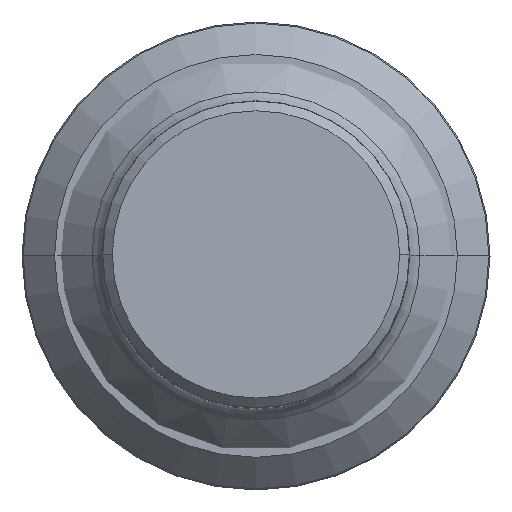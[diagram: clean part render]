
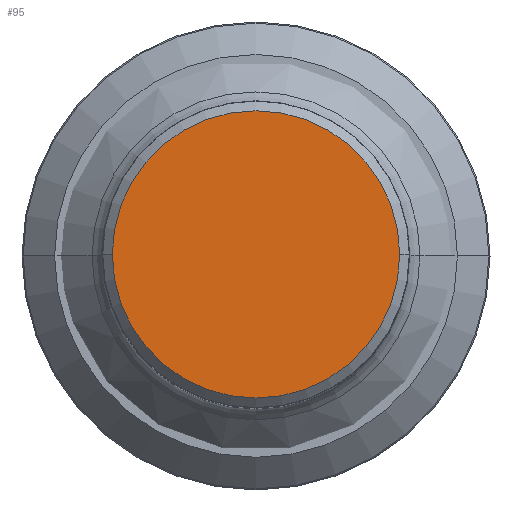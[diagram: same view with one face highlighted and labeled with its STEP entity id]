
A CAD part, top view. The second image highlights one B-rep face of the part: STEP entity #95.
In plain terms, the highlighted planar face has unit normal (0, 0, 1).
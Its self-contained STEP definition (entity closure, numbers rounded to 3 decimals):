
#62=PLANE('',#719);
#95=ADVANCED_FACE('',(#141),#62,.T.);
#141=FACE_OUTER_BOUND('',#175,.T.);
#175=EDGE_LOOP('',(#316,#317,#318,#319));
#316=ORIENTED_EDGE('',*,*,#431,.F.);
#317=ORIENTED_EDGE('',*,*,#435,.F.);
#318=ORIENTED_EDGE('',*,*,#434,.F.);
#319=ORIENTED_EDGE('',*,*,#432,.F.);
#360=VERTEX_POINT('',#1089);
#361=VERTEX_POINT('',#1091);
#362=VERTEX_POINT('',#1093);
#363=VERTEX_POINT('',#1097);
#431=EDGE_CURVE('',#360,#361,#486,.T.);
#432=EDGE_CURVE('',#361,#362,#487,.T.);
#434=EDGE_CURVE('',#362,#363,#488,.T.);
#435=EDGE_CURVE('',#363,#360,#489,.T.);
#486=CIRCLE('',#713,14.84);
#487=CIRCLE('',#714,14.84);
#488=CIRCLE('',#716,14.84);
#489=CIRCLE('',#717,14.84);
#713=AXIS2_PLACEMENT_3D('',#1090,#920,#921);
#714=AXIS2_PLACEMENT_3D('',#1092,#922,#923);
#716=AXIS2_PLACEMENT_3D('',#1096,#927,#928);
#717=AXIS2_PLACEMENT_3D('',#1098,#929,#930);
#719=AXIS2_PLACEMENT_3D('',#1100,#933,#934);
#920=DIRECTION('',(0.,0.,-1.));
#921=DIRECTION('',(1.,0.,0.));
#922=DIRECTION('',(0.,0.,-1.));
#923=DIRECTION('',(0.,-1.,0.));
#927=DIRECTION('',(0.,0.,-1.));
#928=DIRECTION('',(-1.,0.,0.));
#929=DIRECTION('',(0.,0.,-1.));
#930=DIRECTION('',(0.,1.,0.));
#933=DIRECTION('',(0.,0.,1.));
#934=DIRECTION('',(-1.,0.,0.));
#1089=CARTESIAN_POINT('',(14.84,0.,0.));
#1090=CARTESIAN_POINT('',(0.,0.,0.));
#1091=CARTESIAN_POINT('',(0.,-14.84,0.));
#1092=CARTESIAN_POINT('',(0.,0.,0.));
#1093=CARTESIAN_POINT('',(-14.84,0.,0.));
#1096=CARTESIAN_POINT('',(0.,0.,0.));
#1097=CARTESIAN_POINT('',(0.,14.84,0.));
#1098=CARTESIAN_POINT('',(0.,0.,0.));
#1100=CARTESIAN_POINT('',(0.,0.,0.));
